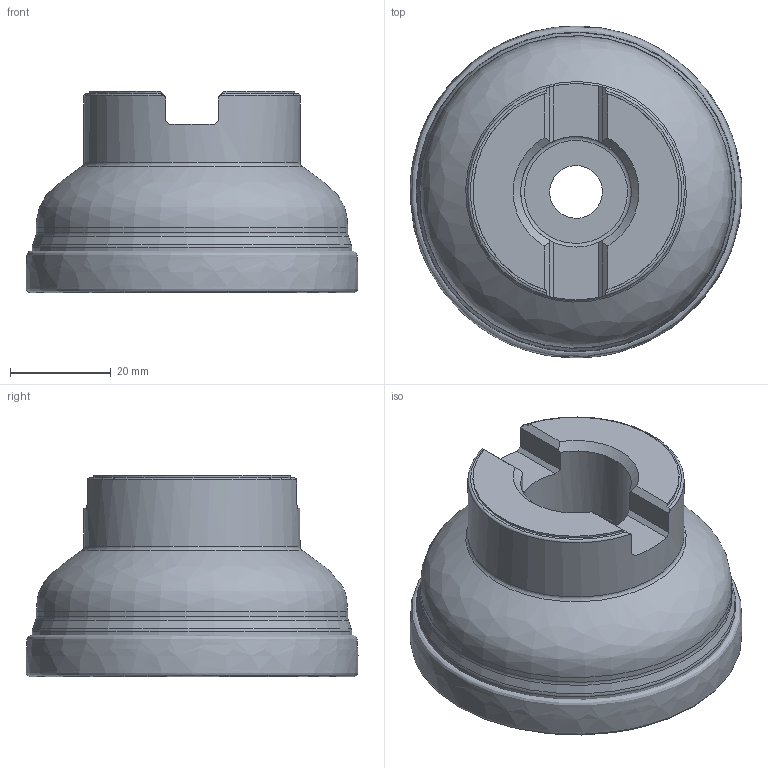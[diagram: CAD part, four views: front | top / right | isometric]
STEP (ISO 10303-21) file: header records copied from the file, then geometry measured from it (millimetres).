
FILE_DESCRIPTION(/* description */ (''),/* implementation_level */ '2;1');
FILE_NAME(/* name */ 'toolassembly_1.stp',/* time_stamp */ '2018-06-25T12:53:21+02:00',/* author */ (''),/* organization */ ('SMS'),/* preprocessor_version */ 'ST-DEVELOPER v15',/* originating_system */ 'SIEMENS PLM Software NX 8.5',/* authorisation */ '');
FILE_SCHEMA (('AUTOMOTIVE_DESIGN { 1 0 10303 214 3 1 1 1 }'));
Length unit declared in the file: millimetre
Products named in the file (4): ASSEMBLY_CONSTRUCTION; CUT_20180625125237; NOCUT_20180625125233; TOOLASSEMBLY_1
Assembly tree (3 placements, depth 2):
  TOOLASSEMBLY_1
    NOCUT_20180625125233
    CUT_20180625125237
    ASSEMBLY_CONSTRUCTION
Bounding box: 66.02 x 66.03 x 40 mm (x, y, z)
Volume: 89708.1 mm3; surface area: 19647.1 mm2
Topology: 2 solids, 2 shells, 52 faces, 130 edges, 93 vertices
Faces by surface type: plane 22, torus 13, cylinder 8, cone 7, revolution 1, bspline 1
Full cylindrical faces by diameter (mm): 10.5 x1, 17.1 x1, 22.011 x1, 22.5 x1, 43 x1, 62 x1
Entity records: 6530 total; most frequent: CARTESIAN_POINT 5174, DIRECTION 275, ORIENTED_EDGE 196, AXIS2_PLACEMENT_3D 123, EDGE_CURVE 98, EDGE_LOOP 78, VERTEX_POINT 75, FACE_BOUND 55
